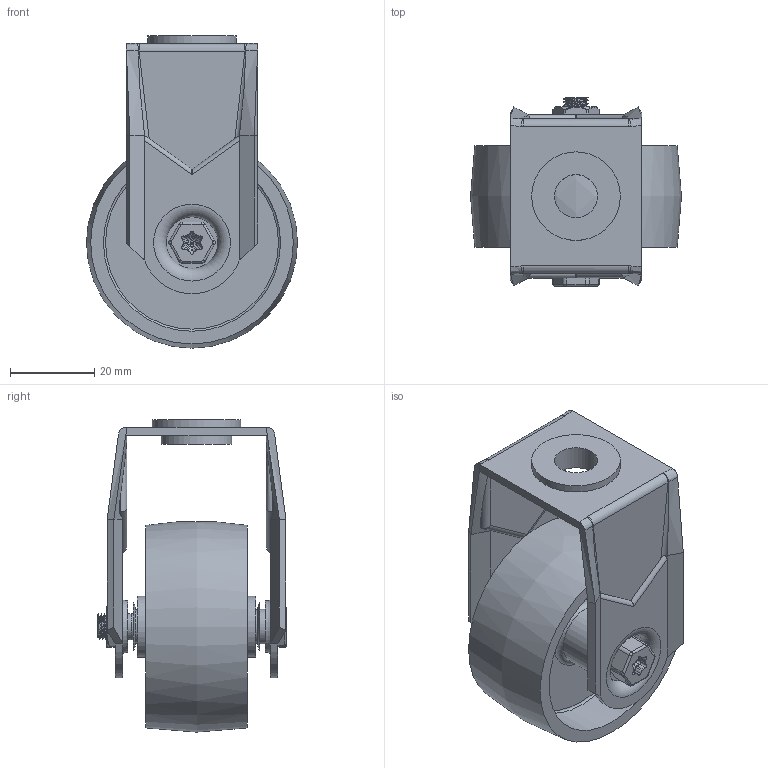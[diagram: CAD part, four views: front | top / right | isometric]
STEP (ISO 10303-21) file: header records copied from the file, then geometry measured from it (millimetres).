
FILE_DESCRIPTION(/* description */ ('','CAx-IF Rec.Pracs.---Representation and Presentation of Product Manufacturing Information (PMI)---4.0---2014-10-13'),/* implementation_level */ '2;1');
FILE_NAME(/* name */ 'BZRAF50NYBH10.step',/* time_stamp */ '2025-02-27T15:19:41Z',/* author */ (''),/* organization */ (''),/* preprocessor_version */ 'ST-DEVELOPER v20',/* originating_system */ 'Autodesk Translation Framework v13.20.0.188',/* authorisation */ '');
FILE_SCHEMA (('AP242_MANAGED_MODEL_BASED_3D_ENGINEERING_MIM_LF { 1 0 10303 442 1 1 4 }'));
Length unit declared in the file: millimetre
Products named in the file (11): BZRAF50NYBH10; BZRAF50ASBH10 v1; ZINC PLATED PRESSED STEEL FORKS; BZL50WNY28 v1; NYLON WHEEL; TUBEM8X30 v1; ZINC PLATED AXLE TUBE; BOLTBZRA6MM v1; ZINC PLATED AXLE BOLT; NM6GR8HALFGR8 v1; ZINC PLATED LOCKING NUT
Assembly tree (10 placements, depth 3):
  BZRAF50NYBH10
    BZRAF50ASBH10 v1
      ZINC PLATED PRESSED STEEL FORKS
    BZL50WNY28 v1
      NYLON WHEEL
    TUBEM8X30 v1
      ZINC PLATED AXLE TUBE
    BOLTBZRA6MM v1
      ZINC PLATED AXLE BOLT
    NM6GR8HALFGR8 v1
      ZINC PLATED LOCKING NUT
Bounding box: 50 x 44.75 x 74 mm (x, y, z)
Volume: 30502.9 mm3; surface area: 24675.2 mm2
Topology: 5 solids, 5 shells, 270 faces, 670 edges, 417 vertices
Faces by surface type: cylinder 92, plane 74, bspline 65, torus 21, cone 18
Full cylindrical faces by diameter (mm): 5 x9, 6 x2, 6.2 x1, 6.3 x1, 7.95 x1, 8 x1, 8.2 x2, 10.2 x1, 14.5 x2, 16.75 x1, 21 x1, 42 x2
Entity records: 25566 total; most frequent: CARTESIAN_POINT 19168, ORIENTED_EDGE 1328, DIRECTION 1234, EDGE_CURVE 664, AXIS2_PLACEMENT_3D 502, VERTEX_POINT 417, EDGE_LOOP 295, FACE_OUTER_BOUND 270
